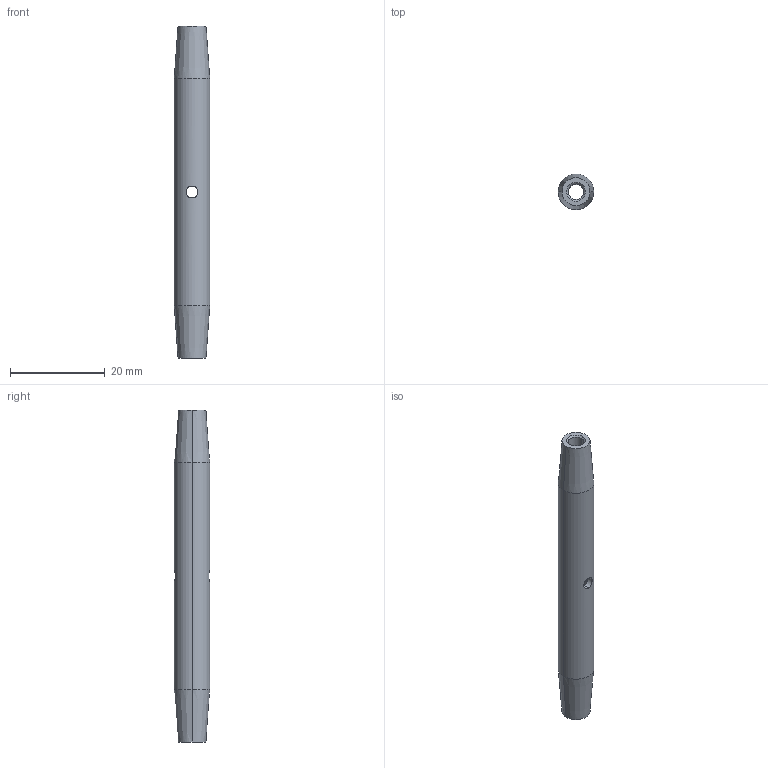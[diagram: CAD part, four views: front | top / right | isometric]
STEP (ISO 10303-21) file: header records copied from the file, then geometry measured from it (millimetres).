
FILE_DESCRIPTION (( 'STEP AP203' ), '1' );
FILE_NAME ('100041004.step', '2019-05-27T13:24:52', ( '' ), ( '' ), 'SwSTEP 2.0', 'SolidWorks 2015', '' );
FILE_SCHEMA (( 'CONFIG_CONTROL_DESIGN' ));
Length unit declared in the file: millimetre
Products named in the file (1): 100041004
Bounding box: 7.5 x 7.5 x 70 mm (x, y, z)
Volume: 1768.1 mm3; surface area: 2624.6 mm2
Topology: 1 solids, 1 shells, 244 faces, 650 edges, 418 vertices
Faces by surface type: plane 94, bspline 93, cylinder 45, cone 12
Entity records: 12087 total; most frequent: CARTESIAN_POINT 6574, ORIENTED_EDGE 1300, DIRECTION 842, EDGE_CURVE 650, VERTEX_POINT 418, VECTOR 314, LINE 314, AXIS2_PLACEMENT_3D 264
